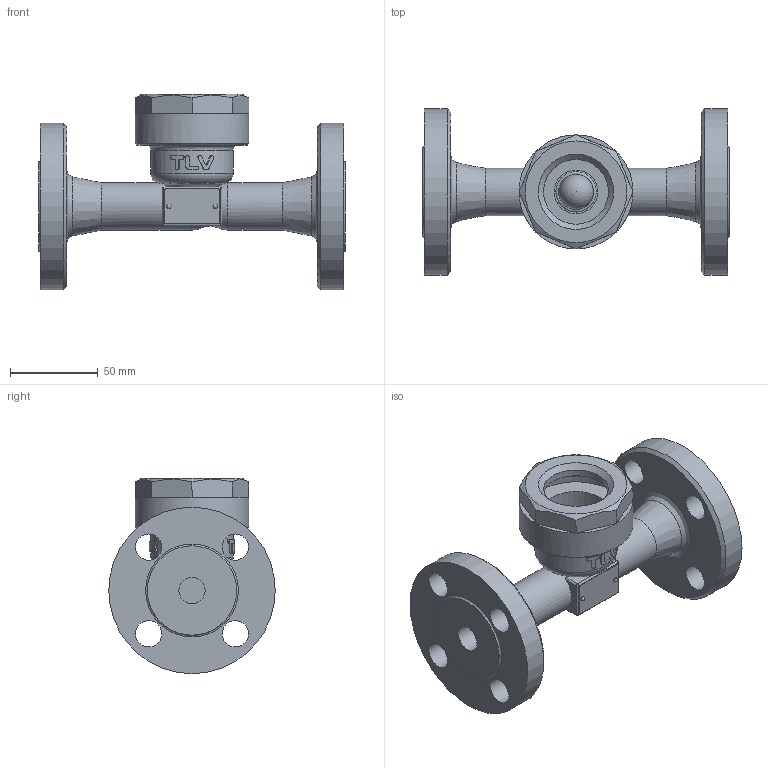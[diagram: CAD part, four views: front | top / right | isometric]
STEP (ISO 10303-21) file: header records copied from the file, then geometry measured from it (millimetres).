
FILE_DESCRIPTION((''),'2;1');
FILE_NAME('t8n00-015-jis16-00.stp','2010-06-16T11:16:40',('nakaot'),(''),'Autodesk Inventor 2008','Autodesk Inventor 2008','');
FILE_SCHEMA(('AUTOMOTIVE_DESIGN { 1 0 10303 214 1 1 1 1 }'));
Length unit declared in the file: millimetre
Products named in the file (1): t8n00-015-jis16-00
Bounding box: 175 x 95 x 111.5 mm (x, y, z)
Volume: 349830.8 mm3; surface area: 77279.1 mm2
Topology: 2 solids, 2 shells, 141 faces, 358 edges, 226 vertices
Faces by surface type: plane 46, bspline 43, cylinder 32, cone 11, sphere 8, torus 1
Full cylindrical faces by diameter (mm): 15 x5, 23 x1, 25 x1, 27 x2, 37 x2, 47 x1, 51 x1, 56 x1, 65 x1, 95 x1
Entity records: 10176 total; most frequent: CARTESIAN_POINT 7330, ORIENTED_EDGE 564, DIRECTION 504, EDGE_CURVE 282, EDGE_LOOP 214, AXIS2_PLACEMENT_3D 205, VERTEX_POINT 203, FACE_OUTER_BOUND 140
